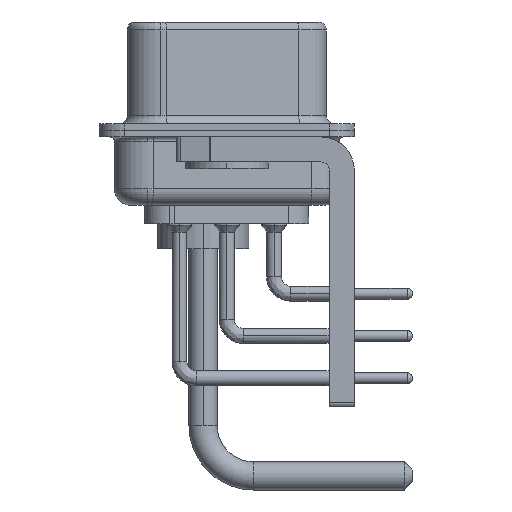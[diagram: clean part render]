
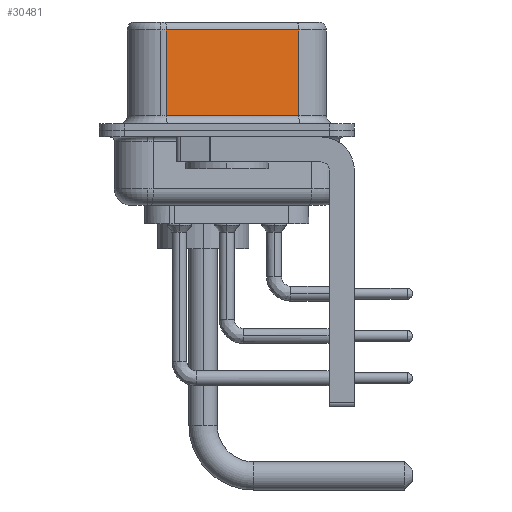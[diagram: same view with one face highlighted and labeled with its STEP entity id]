
A CAD part, left-side view. The second image highlights one B-rep face of the part: STEP entity #30481.
In plain terms, the highlighted planar face has unit normal (-0.985, -0.174, 0).
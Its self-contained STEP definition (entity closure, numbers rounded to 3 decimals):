
#1373 = CARTESIAN_POINT ( 'NONE',  ( 5.132, -4.322, 6.52 ) ) ;
#1603 = VECTOR ( 'NONE', #8259, 1000. ) ;
#2114 = LINE ( 'NONE', #25643, #1603 ) ;
#3185 = AXIS2_PLACEMENT_3D ( 'NONE', #1373, #27232, #30145 ) ;
#3903 = VECTOR ( 'NONE', #17519, 1000. ) ;
#4677 = EDGE_LOOP ( 'NONE', ( #5125, #27885, #23251, #33135 ) ) ;
#5125 = ORIENTED_EDGE ( 'NONE', *, *, #20623, .F. ) ;
#5743 = CARTESIAN_POINT ( 'NONE',  ( 5.132, -4.322, 0.9 ) ) ;
#6707 = VECTOR ( 'NONE', #26715, 1000. ) ;
#6744 = CARTESIAN_POINT ( 'NONE',  ( 5.132, -4.322, 6.02 ) ) ;
#8259 = DIRECTION ( 'NONE',  ( -0.174, 0.985, 0. ) ) ;
#8318 = CARTESIAN_POINT ( 'NONE',  ( 3.73, 3.628, 6.52 ) ) ;
#9767 = VERTEX_POINT ( 'NONE', #37420 ) ;
#13933 = DIRECTION ( 'NONE',  ( 0., 0., -1. ) ) ;
#14230 = EDGE_CURVE ( 'NONE', #16759, #9767, #26081, .T. ) ;
#14758 = CARTESIAN_POINT ( 'NONE',  ( 5.132, -4.322, 0.9 ) ) ;
#14943 = LINE ( 'NONE', #14758, #6707 ) ;
#16759 = VERTEX_POINT ( 'NONE', #33654 ) ;
#17519 = DIRECTION ( 'NONE',  ( 0., 0., -1. ) ) ;
#20623 = EDGE_CURVE ( 'NONE', #23035, #23256, #32387, .T. ) ;
#21240 = FACE_OUTER_BOUND ( 'NONE', #4677, .T. ) ;
#23035 = VERTEX_POINT ( 'NONE', #6744 ) ;
#23044 = EDGE_CURVE ( 'NONE', #23035, #16759, #2114, .T. ) ;
#23251 = ORIENTED_EDGE ( 'NONE', *, *, #14230, .T. ) ;
#23256 = VERTEX_POINT ( 'NONE', #5743 ) ;
#24520 = PLANE ( 'NONE',  #3185 ) ;
#25643 = CARTESIAN_POINT ( 'NONE',  ( 5.132, -4.322, 6.02 ) ) ;
#26081 = LINE ( 'NONE', #8318, #29276 ) ;
#26715 = DIRECTION ( 'NONE',  ( 0.174, -0.985, 0. ) ) ;
#27232 = DIRECTION ( 'NONE',  ( 0.985, 0.174, 0. ) ) ;
#27885 = ORIENTED_EDGE ( 'NONE', *, *, #23044, .T. ) ;
#29276 = VECTOR ( 'NONE', #13933, 1000. ) ;
#30145 = DIRECTION ( 'NONE',  ( -0.174, 0.985, 0. ) ) ;
#30481 = ADVANCED_FACE ( 'NONE', ( #21240 ), #24520, .F. ) ;
#32387 = LINE ( 'NONE', #37629, #3903 ) ;
#33135 = ORIENTED_EDGE ( 'NONE', *, *, #36977, .T. ) ;
#33654 = CARTESIAN_POINT ( 'NONE',  ( 3.73, 3.628, 6.02 ) ) ;
#36977 = EDGE_CURVE ( 'NONE', #9767, #23256, #14943, .T. ) ;
#37420 = CARTESIAN_POINT ( 'NONE',  ( 3.73, 3.628, 0.9 ) ) ;
#37629 = CARTESIAN_POINT ( 'NONE',  ( 5.132, -4.322, 6.52 ) ) ;
